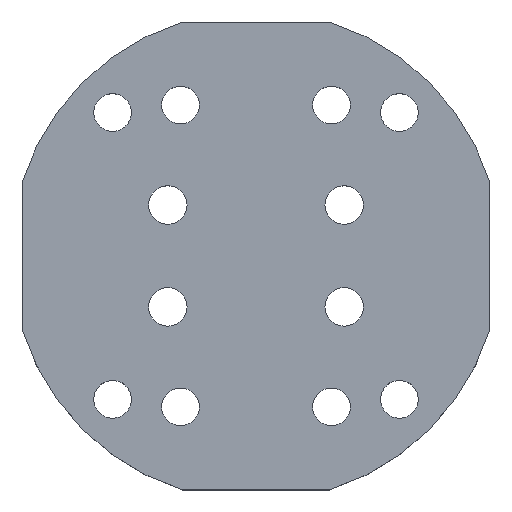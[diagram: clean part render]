
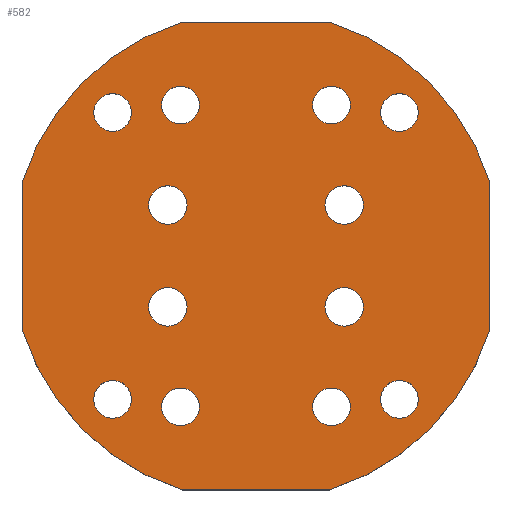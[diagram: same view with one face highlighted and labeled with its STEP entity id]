
A CAD part, top view. The second image highlights one B-rep face of the part: STEP entity #582.
In plain terms, the highlighted planar face has unit normal (0, 0, 1).
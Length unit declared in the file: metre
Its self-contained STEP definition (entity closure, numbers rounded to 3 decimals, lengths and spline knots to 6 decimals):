
#22=LINE('',#926,#38);
#27=LINE('',#942,#43);
#31=LINE('',#956,#47);
#35=LINE('',#970,#51);
#38=VECTOR('',#739,1.);
#43=VECTOR('',#754,1.);
#47=VECTOR('',#768,1.);
#51=VECTOR('',#782,1.);
#56=PLANE('',#653);
#106=ORIENTED_EDGE('',*,*,#226,.T.);
#107=ORIENTED_EDGE('',*,*,#227,.T.);
#108=ORIENTED_EDGE('',*,*,#228,.T.);
#109=ORIENTED_EDGE('',*,*,#229,.T.);
#110=ORIENTED_EDGE('',*,*,#230,.T.);
#111=ORIENTED_EDGE('',*,*,#231,.T.);
#112=ORIENTED_EDGE('',*,*,#232,.T.);
#113=ORIENTED_EDGE('',*,*,#233,.T.);
#114=ORIENTED_EDGE('',*,*,#201,.F.);
#115=ORIENTED_EDGE('',*,*,#205,.T.);
#116=ORIENTED_EDGE('',*,*,#209,.T.);
#117=ORIENTED_EDGE('',*,*,#212,.T.);
#118=ORIENTED_EDGE('',*,*,#216,.F.);
#119=ORIENTED_EDGE('',*,*,#219,.T.);
#120=ORIENTED_EDGE('',*,*,#223,.T.);
#121=ORIENTED_EDGE('',*,*,#225,.T.);
#122=ORIENTED_EDGE('',*,*,#194,.F.);
#123=ORIENTED_EDGE('',*,*,#192,.F.);
#124=ORIENTED_EDGE('',*,*,#190,.F.);
#125=ORIENTED_EDGE('',*,*,#196,.F.);
#190=EDGE_CURVE('',#254,#254,#314,.T.);
#192=EDGE_CURVE('',#256,#256,#316,.T.);
#194=EDGE_CURVE('',#258,#258,#318,.T.);
#196=EDGE_CURVE('',#260,#260,#320,.T.);
#201=EDGE_CURVE('',#265,#266,#22,.T.);
#205=EDGE_CURVE('',#265,#268,#324,.T.);
#209=EDGE_CURVE('',#268,#271,#27,.T.);
#212=EDGE_CURVE('',#271,#273,#327,.T.);
#216=EDGE_CURVE('',#276,#273,#31,.T.);
#219=EDGE_CURVE('',#276,#278,#330,.T.);
#223=EDGE_CURVE('',#278,#281,#35,.T.);
#225=EDGE_CURVE('',#281,#266,#333,.T.);
#226=EDGE_CURVE('',#282,#282,#334,.F.);
#227=EDGE_CURVE('',#283,#283,#335,.F.);
#228=EDGE_CURVE('',#284,#284,#336,.F.);
#229=EDGE_CURVE('',#285,#285,#337,.F.);
#230=EDGE_CURVE('',#286,#286,#338,.F.);
#231=EDGE_CURVE('',#287,#287,#339,.F.);
#232=EDGE_CURVE('',#288,#288,#340,.F.);
#233=EDGE_CURVE('',#289,#289,#341,.F.);
#254=VERTEX_POINT('',#900);
#256=VERTEX_POINT('',#905);
#258=VERTEX_POINT('',#910);
#260=VERTEX_POINT('',#915);
#265=VERTEX_POINT('',#925);
#266=VERTEX_POINT('',#927);
#268=VERTEX_POINT('',#933);
#271=VERTEX_POINT('',#941);
#273=VERTEX_POINT('',#947);
#276=VERTEX_POINT('',#955);
#278=VERTEX_POINT('',#961);
#281=VERTEX_POINT('',#969);
#282=VERTEX_POINT('',#976);
#283=VERTEX_POINT('',#978);
#284=VERTEX_POINT('',#980);
#285=VERTEX_POINT('',#982);
#286=VERTEX_POINT('',#984);
#287=VERTEX_POINT('',#986);
#288=VERTEX_POINT('',#988);
#289=VERTEX_POINT('',#990);
#314=CIRCLE('',#622,0.00255);
#316=CIRCLE('',#625,0.00255);
#318=CIRCLE('',#628,0.00255);
#320=CIRCLE('',#631,0.00255);
#324=CIRCLE('',#637,0.0325);
#327=CIRCLE('',#642,0.0325);
#330=CIRCLE('',#647,0.0325);
#333=CIRCLE('',#652,0.0325);
#334=CIRCLE('',#654,0.0025);
#335=CIRCLE('',#655,0.0025);
#336=CIRCLE('',#656,0.0025);
#337=CIRCLE('',#657,0.0025);
#338=CIRCLE('',#658,0.0025);
#339=CIRCLE('',#659,0.0025);
#340=CIRCLE('',#660,0.0025);
#341=CIRCLE('',#661,0.0025);
#382=EDGE_LOOP('',(#106));
#383=EDGE_LOOP('',(#107));
#384=EDGE_LOOP('',(#108));
#385=EDGE_LOOP('',(#109));
#386=EDGE_LOOP('',(#110));
#387=EDGE_LOOP('',(#111));
#388=EDGE_LOOP('',(#112));
#389=EDGE_LOOP('',(#113));
#390=EDGE_LOOP('',(#114,#115,#116,#117,#118,#119,#120,#121));
#391=EDGE_LOOP('',(#122));
#392=EDGE_LOOP('',(#123));
#393=EDGE_LOOP('',(#124));
#394=EDGE_LOOP('',(#125));
#472=FACE_BOUND('',#382,.T.);
#473=FACE_BOUND('',#383,.T.);
#474=FACE_BOUND('',#384,.T.);
#475=FACE_BOUND('',#385,.T.);
#476=FACE_BOUND('',#386,.T.);
#477=FACE_BOUND('',#387,.T.);
#478=FACE_BOUND('',#388,.T.);
#479=FACE_BOUND('',#389,.T.);
#480=FACE_BOUND('',#390,.T.);
#481=FACE_BOUND('',#391,.T.);
#482=FACE_BOUND('',#392,.T.);
#483=FACE_BOUND('',#393,.T.);
#484=FACE_BOUND('',#394,.T.);
#582=ADVANCED_FACE('',(#472,#473,#474,#475,#476,#477,#478,#479,#480,#481,
#482,#483,#484),#56,.T.);
#622=AXIS2_PLACEMENT_3D('',#899,#711,#712);
#625=AXIS2_PLACEMENT_3D('',#904,#717,#718);
#628=AXIS2_PLACEMENT_3D('',#909,#723,#724);
#631=AXIS2_PLACEMENT_3D('',#914,#729,#730);
#637=AXIS2_PLACEMENT_3D('',#934,#746,#747);
#642=AXIS2_PLACEMENT_3D('',#948,#760,#761);
#647=AXIS2_PLACEMENT_3D('',#962,#774,#775);
#652=AXIS2_PLACEMENT_3D('',#973,#787,#788);
#653=AXIS2_PLACEMENT_3D('',#974,#789,#790);
#654=AXIS2_PLACEMENT_3D('',#975,#791,#792);
#655=AXIS2_PLACEMENT_3D('',#977,#793,#794);
#656=AXIS2_PLACEMENT_3D('',#979,#795,#796);
#657=AXIS2_PLACEMENT_3D('',#981,#797,#798);
#658=AXIS2_PLACEMENT_3D('',#983,#799,#800);
#659=AXIS2_PLACEMENT_3D('',#985,#801,#802);
#660=AXIS2_PLACEMENT_3D('',#987,#803,#804);
#661=AXIS2_PLACEMENT_3D('',#989,#805,#806);
#711=DIRECTION('',(0.,0.,1.));
#712=DIRECTION('',(1.,0.,0.));
#717=DIRECTION('',(0.,0.,1.));
#718=DIRECTION('',(1.,0.,0.));
#723=DIRECTION('',(0.,0.,1.));
#724=DIRECTION('',(1.,0.,0.));
#729=DIRECTION('',(0.,0.,1.));
#730=DIRECTION('',(1.,0.,0.));
#739=DIRECTION('',(1.,0.,0.));
#746=DIRECTION('',(0.,0.,1.));
#747=DIRECTION('',(1.,0.,0.));
#754=DIRECTION('',(0.,-1.,0.));
#760=DIRECTION('',(0.,0.,1.));
#761=DIRECTION('',(1.,0.,0.));
#768=DIRECTION('',(-1.,0.,0.));
#774=DIRECTION('',(0.,0.,1.));
#775=DIRECTION('',(1.,0.,0.));
#782=DIRECTION('',(0.,1.,0.));
#787=DIRECTION('',(0.,0.,1.));
#788=DIRECTION('',(1.,0.,0.));
#789=DIRECTION('',(0.,0.,1.));
#790=DIRECTION('',(1.,0.,0.));
#791=DIRECTION('',(0.,0.,1.));
#792=DIRECTION('',(1.,0.,0.));
#793=DIRECTION('',(0.,0.,1.));
#794=DIRECTION('',(1.,0.,0.));
#795=DIRECTION('',(0.,0.,1.));
#796=DIRECTION('',(1.,0.,0.));
#797=DIRECTION('',(0.,0.,1.));
#798=DIRECTION('',(1.,0.,0.));
#799=DIRECTION('',(0.,0.,1.));
#800=DIRECTION('',(1.,0.,0.));
#801=DIRECTION('',(0.,0.,1.));
#802=DIRECTION('',(1.,0.,0.));
#803=DIRECTION('',(0.,0.,1.));
#804=DIRECTION('',(1.,0.,0.));
#805=DIRECTION('',(0.,0.,1.));
#806=DIRECTION('',(1.,0.,0.));
#899=CARTESIAN_POINT('',(0.011691,-0.00675,0.008));
#900=CARTESIAN_POINT('',(0.014241,-0.00675,0.008));
#904=CARTESIAN_POINT('',(-0.011691,-0.00675,0.008));
#905=CARTESIAN_POINT('',(-0.009141,-0.00675,0.008));
#909=CARTESIAN_POINT('',(-0.011691,0.00675,0.008));
#910=CARTESIAN_POINT('',(-0.009141,0.00675,0.008));
#914=CARTESIAN_POINT('',(0.011691,0.00675,0.008));
#915=CARTESIAN_POINT('',(0.014241,0.00675,0.008));
#925=CARTESIAN_POINT('',(-0.00976,0.031,0.008));
#926=CARTESIAN_POINT('',(0.,0.031,0.008));
#927=CARTESIAN_POINT('',(0.00976,0.031,0.008));
#933=CARTESIAN_POINT('',(-0.031,0.00976,0.008));
#934=CARTESIAN_POINT('',(0.,0.,0.008));
#941=CARTESIAN_POINT('',(-0.031,-0.00976,0.008));
#942=CARTESIAN_POINT('',(-0.031,0.,0.008));
#947=CARTESIAN_POINT('',(-0.00976,-0.031,0.008));
#948=CARTESIAN_POINT('',(0.,0.,0.008));
#955=CARTESIAN_POINT('',(0.00976,-0.031,0.008));
#956=CARTESIAN_POINT('',(0.,-0.031,0.008));
#961=CARTESIAN_POINT('',(0.031,-0.00976,0.008));
#962=CARTESIAN_POINT('',(0.,0.,0.008));
#969=CARTESIAN_POINT('',(0.031,0.00976,0.008));
#970=CARTESIAN_POINT('',(0.031,0.,0.008));
#973=CARTESIAN_POINT('',(0.,0.,0.008));
#974=CARTESIAN_POINT('',(0.,0.,0.008));
#975=CARTESIAN_POINT('',(-0.01,-0.02,0.008));
#976=CARTESIAN_POINT('',(-0.0075,-0.02,0.008));
#977=CARTESIAN_POINT('',(0.01,-0.02,0.008));
#978=CARTESIAN_POINT('',(0.0125,-0.02,0.008));
#979=CARTESIAN_POINT('',(0.019,-0.019,0.008));
#980=CARTESIAN_POINT('',(0.0215,-0.019,0.008));
#981=CARTESIAN_POINT('',(0.019,0.019,0.008));
#982=CARTESIAN_POINT('',(0.0215,0.019,0.008));
#983=CARTESIAN_POINT('',(0.01,0.02,0.008));
#984=CARTESIAN_POINT('',(0.0125,0.02,0.008));
#985=CARTESIAN_POINT('',(-0.01,0.02,0.008));
#986=CARTESIAN_POINT('',(-0.0075,0.02,0.008));
#987=CARTESIAN_POINT('',(-0.019,0.019,0.008));
#988=CARTESIAN_POINT('',(-0.0165,0.019,0.008));
#989=CARTESIAN_POINT('',(-0.019,-0.019,0.008));
#990=CARTESIAN_POINT('',(-0.0165,-0.019,0.008));
